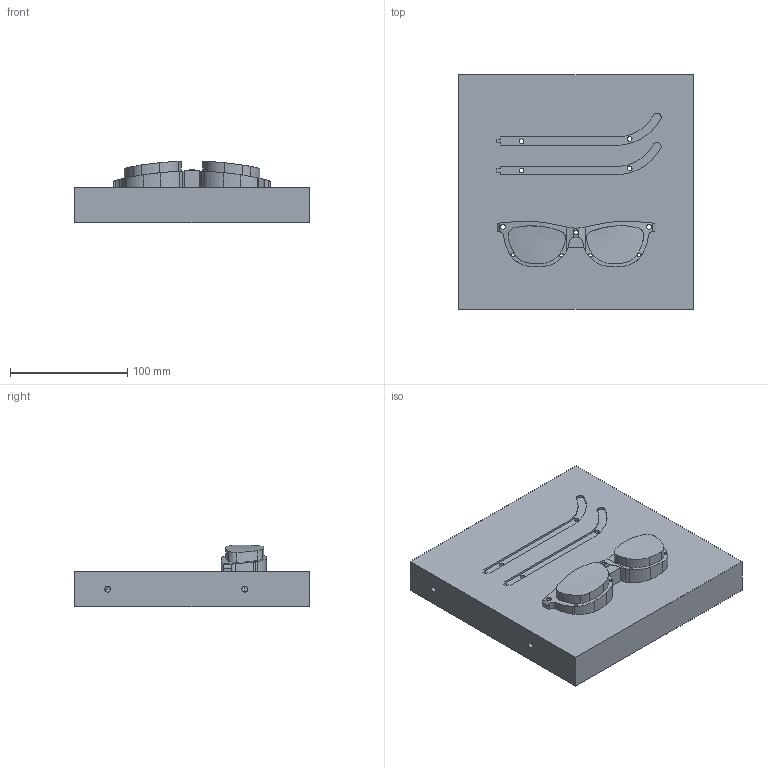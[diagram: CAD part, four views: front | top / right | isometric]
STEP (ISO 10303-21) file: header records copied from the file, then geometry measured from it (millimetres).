
FILE_DESCRIPTION (( 'STEP AP203' ), '1' );
FILE_NAME ('Core.STEP', '2025-01-28T15:23:35', ( '' ), ( '' ), 'SwSTEP 2.0', 'SolidWorks 2022', '' );
FILE_SCHEMA (( 'CONFIG_CONTROL_DESIGN' ));
Length unit declared in the file: millimetre
Products named in the file (1): Core
Bounding box: 200 x 200 x 52.38 mm (x, y, z)
Volume: 1237551.2 mm3; surface area: 134498.8 mm2
Topology: 1 solids, 1 shells, 264 faces, 735 edges, 429 vertices
Faces by surface type: cylinder 144, torus 60, plane 34, bspline 26
Entity records: 14405 total; most frequent: CARTESIAN_POINT 7765, DIRECTION 1432, ORIENTED_EDGE 1374, EDGE_CURVE 687, AXIS2_PLACEMENT_3D 594, VERTEX_POINT 429, CIRCLE 355, EDGE_LOOP 292
